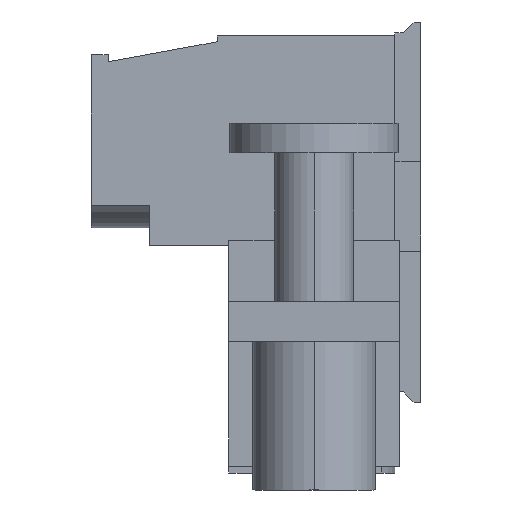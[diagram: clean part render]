
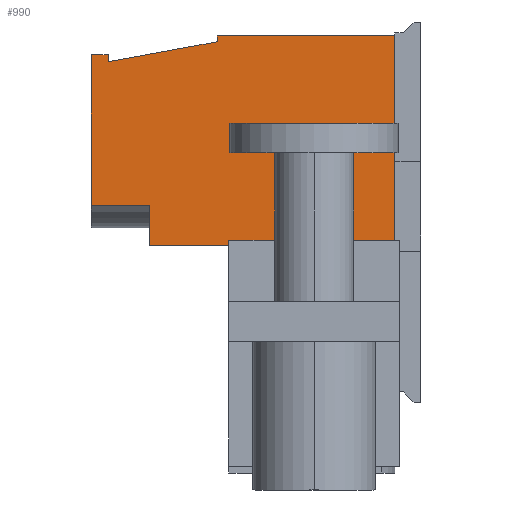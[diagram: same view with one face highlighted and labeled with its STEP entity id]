
A CAD part, left-side view. The second image highlights one B-rep face of the part: STEP entity #990.
In plain terms, the highlighted planar face has unit normal (-1, 0, 0).
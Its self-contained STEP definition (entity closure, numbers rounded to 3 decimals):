
#899=AXIS2_PLACEMENT_3D('Plane Axis2P3D',#896,#897,#898) ;
#483=CARTESIAN_POINT('Vertex',(12.05,13.65,14.35)) ;
#486=CARTESIAN_POINT('Line Origine',(12.05,15.125,14.35)) ;
#490=CARTESIAN_POINT('Vertex',(12.05,16.6,14.35)) ;
#896=CARTESIAN_POINT('Axis2P3D Location',(12.05,1.3,0.85)) ;
#901=CARTESIAN_POINT('Line Origine',(12.05,1.3,17.75)) ;
#905=CARTESIAN_POINT('Vertex',(12.05,1.3,22.9)) ;
#907=CARTESIAN_POINT('Vertex',(12.05,1.3,12.6)) ;
#910=CARTESIAN_POINT('Line Origine',(12.05,5.78,22.9)) ;
#914=CARTESIAN_POINT('Vertex',(12.05,10.261,22.9)) ;
#917=CARTESIAN_POINT('Line Origine',(12.05,10.261,22.751)) ;
#921=CARTESIAN_POINT('Vertex',(12.05,10.261,22.601)) ;
#924=CARTESIAN_POINT('Line Origine',(12.05,13.005,22.099)) ;
#928=CARTESIAN_POINT('Vertex',(12.05,15.75,21.597)) ;
#931=CARTESIAN_POINT('Line Origine',(12.05,15.75,21.773)) ;
#935=CARTESIAN_POINT('Vertex',(12.05,15.75,21.95)) ;
#938=CARTESIAN_POINT('Line Origine',(12.05,16.175,21.95)) ;
#942=CARTESIAN_POINT('Vertex',(12.05,16.6,21.95)) ;
#945=CARTESIAN_POINT('Line Origine',(12.05,16.6,18.15)) ;
#950=CARTESIAN_POINT('Line Origine',(12.05,13.65,13.332)) ;
#954=CARTESIAN_POINT('Vertex',(12.05,13.65,12.314)) ;
#957=CARTESIAN_POINT('Line Origine',(12.05,11.658,12.314)) ;
#961=CARTESIAN_POINT('Vertex',(12.05,9.665,12.314)) ;
#964=CARTESIAN_POINT('Line Origine',(12.05,9.665,12.457)) ;
#968=CARTESIAN_POINT('Vertex',(12.05,9.665,12.6)) ;
#971=CARTESIAN_POINT('Line Origine',(12.05,5.483,12.6)) ;
#487=DIRECTION('Vector Direction',(0.,-1.,0.)) ;
#897=DIRECTION('Axis2P3D Direction',(-1.,0.,0.)) ;
#898=DIRECTION('Axis2P3D XDirection',(0.,0.,1.)) ;
#902=DIRECTION('Vector Direction',(0.,0.,1.)) ;
#911=DIRECTION('Vector Direction',(0.,-1.,0.)) ;
#918=DIRECTION('Vector Direction',(0.,0.,1.)) ;
#925=DIRECTION('Vector Direction',(0.,-0.984,0.18)) ;
#932=DIRECTION('Vector Direction',(0.,0.,1.)) ;
#939=DIRECTION('Vector Direction',(0.,1.,0.)) ;
#946=DIRECTION('Vector Direction',(0.,0.,-1.)) ;
#951=DIRECTION('Vector Direction',(0.,0.,-1.)) ;
#958=DIRECTION('Vector Direction',(0.,-1.,0.)) ;
#965=DIRECTION('Vector Direction',(0.,0.,-1.)) ;
#972=DIRECTION('Vector Direction',(0.,-1.,0.)) ;
#488=VECTOR('Line Direction',#487,1.) ;
#903=VECTOR('Line Direction',#902,1.) ;
#912=VECTOR('Line Direction',#911,1.) ;
#919=VECTOR('Line Direction',#918,1.) ;
#926=VECTOR('Line Direction',#925,1.) ;
#933=VECTOR('Line Direction',#932,1.) ;
#940=VECTOR('Line Direction',#939,1.) ;
#947=VECTOR('Line Direction',#946,1.) ;
#952=VECTOR('Line Direction',#951,1.) ;
#959=VECTOR('Line Direction',#958,1.) ;
#966=VECTOR('Line Direction',#965,1.) ;
#973=VECTOR('Line Direction',#972,1.) ;
#977=ORIENTED_EDGE('',*,*,#909,.F.) ;
#978=ORIENTED_EDGE('',*,*,#916,.T.) ;
#979=ORIENTED_EDGE('',*,*,#923,.T.) ;
#980=ORIENTED_EDGE('',*,*,#930,.T.) ;
#981=ORIENTED_EDGE('',*,*,#937,.T.) ;
#982=ORIENTED_EDGE('',*,*,#944,.T.) ;
#983=ORIENTED_EDGE('',*,*,#949,.T.) ;
#984=ORIENTED_EDGE('',*,*,#492,.T.) ;
#985=ORIENTED_EDGE('',*,*,#956,.T.) ;
#986=ORIENTED_EDGE('',*,*,#963,.T.) ;
#987=ORIENTED_EDGE('',*,*,#970,.F.) ;
#988=ORIENTED_EDGE('',*,*,#975,.T.) ;
#990=ADVANCED_FACE('HOUSING',(#989),#900,.T.) ;
#492=EDGE_CURVE('',#491,#484,#489,.T.) ;
#909=EDGE_CURVE('',#906,#908,#904,.F.) ;
#916=EDGE_CURVE('',#906,#915,#913,.F.) ;
#923=EDGE_CURVE('',#915,#922,#920,.F.) ;
#930=EDGE_CURVE('',#922,#929,#927,.F.) ;
#937=EDGE_CURVE('',#929,#936,#934,.T.) ;
#944=EDGE_CURVE('',#936,#943,#941,.T.) ;
#949=EDGE_CURVE('',#943,#491,#948,.T.) ;
#956=EDGE_CURVE('',#484,#955,#953,.T.) ;
#963=EDGE_CURVE('',#955,#962,#960,.T.) ;
#970=EDGE_CURVE('',#969,#962,#967,.T.) ;
#975=EDGE_CURVE('',#969,#908,#974,.T.) ;
#976=EDGE_LOOP('',(#977,#978,#979,#980,#981,#982,#983,#984,#985,#986,#987,#988)) ;
#989=FACE_OUTER_BOUND('',#976,.T.) ;
#489=LINE('Line',#486,#488) ;
#904=LINE('Line',#901,#903) ;
#913=LINE('Line',#910,#912) ;
#920=LINE('Line',#917,#919) ;
#927=LINE('Line',#924,#926) ;
#934=LINE('Line',#931,#933) ;
#941=LINE('Line',#938,#940) ;
#948=LINE('Line',#945,#947) ;
#953=LINE('Line',#950,#952) ;
#960=LINE('Line',#957,#959) ;
#967=LINE('Line',#964,#966) ;
#974=LINE('Line',#971,#973) ;
#900=PLANE('',#899) ;
#484=VERTEX_POINT('',#483) ;
#491=VERTEX_POINT('',#490) ;
#906=VERTEX_POINT('',#905) ;
#908=VERTEX_POINT('',#907) ;
#915=VERTEX_POINT('',#914) ;
#922=VERTEX_POINT('',#921) ;
#929=VERTEX_POINT('',#928) ;
#936=VERTEX_POINT('',#935) ;
#943=VERTEX_POINT('',#942) ;
#955=VERTEX_POINT('',#954) ;
#962=VERTEX_POINT('',#961) ;
#969=VERTEX_POINT('',#968) ;
